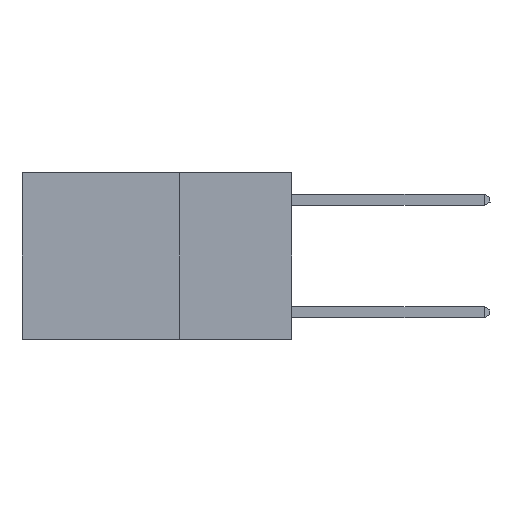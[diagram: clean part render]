
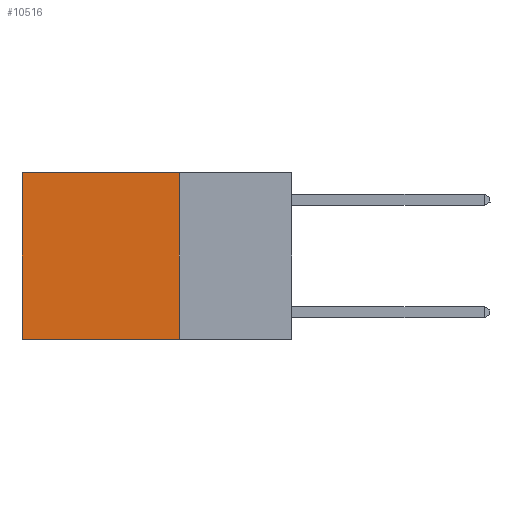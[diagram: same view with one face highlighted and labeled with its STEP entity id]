
A CAD part, left-side view. The second image highlights one B-rep face of the part: STEP entity #10516.
In plain terms, the highlighted planar face has unit normal (-1, 0, 0).
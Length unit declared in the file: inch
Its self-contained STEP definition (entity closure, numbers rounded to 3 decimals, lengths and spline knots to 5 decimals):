
#1133 = VERTEX_POINT ( 'NONE', #9084 ) ;
#1199 = EDGE_CURVE ( 'NONE', #1133, #4495, #12027, .T. ) ;
#1912 = DIRECTION ( 'NONE',  ( 0., 1., 0. ) ) ;
#2012 = CARTESIAN_POINT ( 'NONE',  ( 0.2625, 0.6, 0. ) ) ;
#2469 = DIRECTION ( 'NONE',  ( 0., 0., -1. ) ) ;
#2757 = AXIS2_PLACEMENT_3D ( 'NONE', #4043, #6559, #15229 ) ;
#3421 = ORIENTED_EDGE ( 'NONE', *, *, #7760, .F. ) ;
#3731 = CARTESIAN_POINT ( 'NONE',  ( 0.2625, 0.25, 0. ) ) ;
#4043 = CARTESIAN_POINT ( 'NONE',  ( 0.2625, 0.25, 0. ) ) ;
#4313 = CARTESIAN_POINT ( 'NONE',  ( 0.2625, 0.6, -0.37 ) ) ;
#4495 = VERTEX_POINT ( 'NONE', #13884 ) ;
#5012 = EDGE_LOOP ( 'NONE', ( #15294, #6623, #3421, #6498 ) ) ;
#5815 = VERTEX_POINT ( 'NONE', #4313 ) ;
#5822 = DIRECTION ( 'NONE',  ( 0., 0., -1. ) ) ;
#6498 = ORIENTED_EDGE ( 'NONE', *, *, #1199, .T. ) ;
#6559 = DIRECTION ( 'NONE',  ( 1., 0., 0. ) ) ;
#6623 = ORIENTED_EDGE ( 'NONE', *, *, #15349, .F. ) ;
#7760 = EDGE_CURVE ( 'NONE', #1133, #13010, #11672, .T. ) ;
#8604 = VECTOR ( 'NONE', #1912, 39.37008 ) ;
#8628 = VECTOR ( 'NONE', #2469, 39.37008 ) ;
#9084 = CARTESIAN_POINT ( 'NONE',  ( 0.2625, 0.25, 0. ) ) ;
#9573 = LINE ( 'NONE', #2012, #15588 ) ;
#9849 = CARTESIAN_POINT ( 'NONE',  ( 0.2625, 0.25, -0.37 ) ) ;
#10516 = ADVANCED_FACE ( 'NONE', ( #14086 ), #14060, .F. ) ;
#11146 = DIRECTION ( 'NONE',  ( 0., 1., 0. ) ) ;
#11672 = LINE ( 'NONE', #13773, #8628 ) ;
#12027 = LINE ( 'NONE', #3731, #8604 ) ;
#12468 = CARTESIAN_POINT ( 'NONE',  ( 0.2625, 0.25, -0.37 ) ) ;
#13010 = VERTEX_POINT ( 'NONE', #12468 ) ;
#13396 = VECTOR ( 'NONE', #11146, 39.37008 ) ;
#13735 = LINE ( 'NONE', #9849, #13396 ) ;
#13773 = CARTESIAN_POINT ( 'NONE',  ( 0.2625, 0.25, 0. ) ) ;
#13884 = CARTESIAN_POINT ( 'NONE',  ( 0.2625, 0.6, 0. ) ) ;
#14060 = PLANE ( 'NONE',  #2757 ) ;
#14066 = EDGE_CURVE ( 'NONE', #4495, #5815, #9573, .T. ) ;
#14086 = FACE_OUTER_BOUND ( 'NONE', #5012, .T. ) ;
#15229 = DIRECTION ( 'NONE',  ( 0., 0., -1. ) ) ;
#15294 = ORIENTED_EDGE ( 'NONE', *, *, #14066, .T. ) ;
#15349 = EDGE_CURVE ( 'NONE', #13010, #5815, #13735, .T. ) ;
#15588 = VECTOR ( 'NONE', #5822, 39.37008 ) ;
